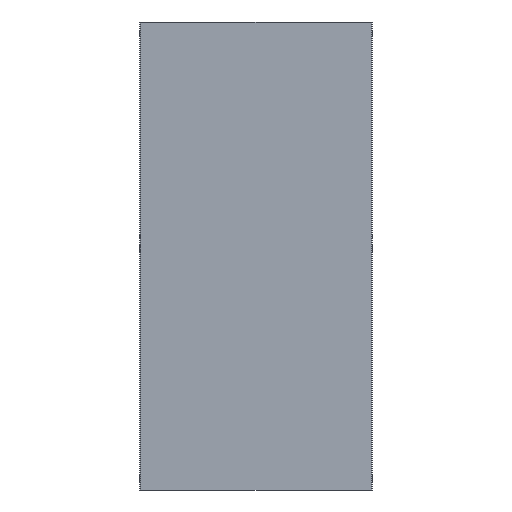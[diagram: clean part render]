
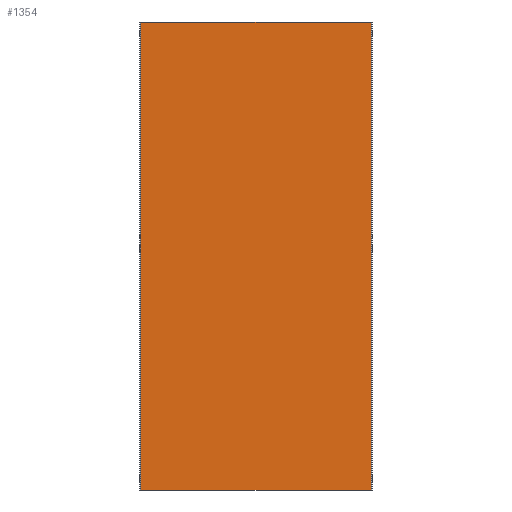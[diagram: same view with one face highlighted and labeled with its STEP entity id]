
A CAD part, front view. The second image highlights one B-rep face of the part: STEP entity #1354.
In plain terms, the highlighted planar face has unit normal (0, -1, 0).
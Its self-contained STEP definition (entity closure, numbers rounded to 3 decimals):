
#147 = CARTESIAN_POINT ( 'NONE',  ( 147.75, 0., 600. ) ) ;
#148 = DIRECTION ( 'NONE',  ( 1., 0., 0. ) ) ;
#152 = DIRECTION ( 'NONE',  ( 1., 0., 0. ) ) ;
#156 = CARTESIAN_POINT ( 'NONE',  ( 147.75, 0., 600. ) ) ;
#157 = CARTESIAN_POINT ( 'NONE',  ( 147.75, 0., 0. ) ) ;
#158 = DIRECTION ( 'NONE',  ( 0., 0., -1. ) ) ;
#325 = CARTESIAN_POINT ( 'NONE',  ( 147.75, 0., 600. ) ) ;
#389 = VERTEX_POINT ( 'NONE', #1336 ) ;
#393 = VECTOR ( 'NONE', #152, 1000. ) ;
#401 = VECTOR ( 'NONE', #1167, 1000. ) ;
#462 = ORIENTED_EDGE ( 'NONE', *, *, #1584, .F. ) ;
#481 = VERTEX_POINT ( 'NONE', #1326 ) ;
#505 = VERTEX_POINT ( 'NONE', #1320 ) ;
#682 = ORIENTED_EDGE ( 'NONE', *, *, #1586, .T. ) ;
#742 = FACE_OUTER_BOUND ( 'NONE', #766, .T. ) ;
#766 = EDGE_LOOP ( 'NONE', ( #682, #462, #863, #905 ) ) ;
#839 = LINE ( 'NONE', #1159, #401 ) ;
#863 = ORIENTED_EDGE ( 'NONE', *, *, #1583, .F. ) ;
#905 = ORIENTED_EDGE ( 'NONE', *, *, #1473, .T. ) ;
#933 = VERTEX_POINT ( 'NONE', #325 ) ;
#1000 = LINE ( 'NONE', #157, #393 ) ;
#1006 = VECTOR ( 'NONE', #158, 1000. ) ;
#1022 = VECTOR ( 'NONE', #148, 1000. ) ;
#1032 = LINE ( 'NONE', #147, #1022 ) ;
#1102 = LINE ( 'NONE', #156, #1006 ) ;
#1159 = CARTESIAN_POINT ( 'NONE',  ( -147.75, 0., 600. ) ) ;
#1167 = DIRECTION ( 'NONE',  ( 0., 0., -1. ) ) ;
#1277 = CARTESIAN_POINT ( 'NONE',  ( 147.75, 0., 600. ) ) ;
#1293 = DIRECTION ( 'NONE',  ( 0., 0., 1. ) ) ;
#1302 = PLANE ( 'NONE',  #1441 ) ;
#1306 = DIRECTION ( 'NONE',  ( 0., 1., 0. ) ) ;
#1320 = CARTESIAN_POINT ( 'NONE',  ( 147.75, 0., 0. ) ) ;
#1326 = CARTESIAN_POINT ( 'NONE',  ( -147.75, 0., 0. ) ) ;
#1336 = CARTESIAN_POINT ( 'NONE',  ( -147.75, 0., 600. ) ) ;
#1354 = ADVANCED_FACE ( 'NONE', ( #742 ), #1302, .F. ) ;
#1441 = AXIS2_PLACEMENT_3D ( 'NONE', #1277, #1306, #1293 ) ;
#1473 = EDGE_CURVE ( 'NONE', #389, #481, #839, .T. ) ;
#1583 = EDGE_CURVE ( 'NONE', #389, #933, #1032, .T. ) ;
#1584 = EDGE_CURVE ( 'NONE', #933, #505, #1102, .T. ) ;
#1586 = EDGE_CURVE ( 'NONE', #481, #505, #1000, .T. ) ;
